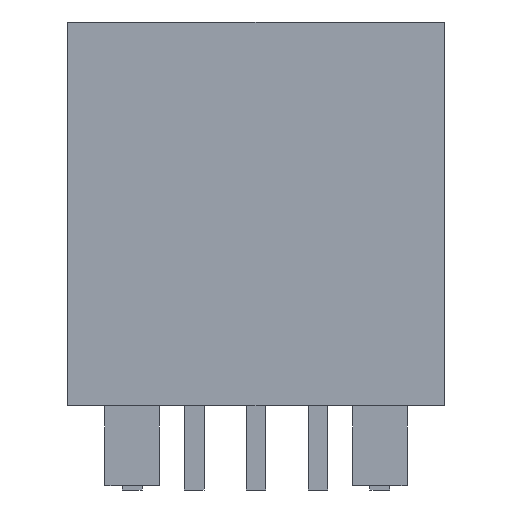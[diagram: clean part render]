
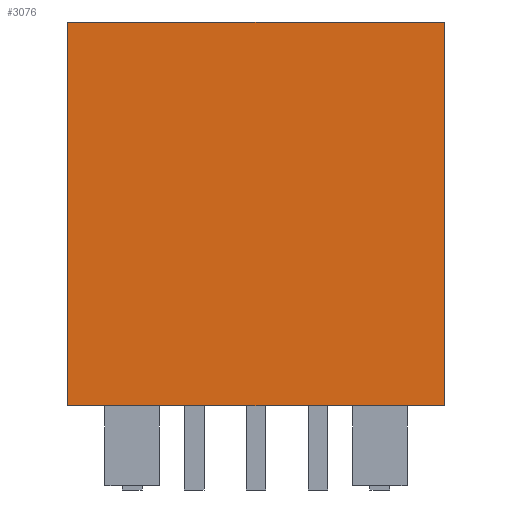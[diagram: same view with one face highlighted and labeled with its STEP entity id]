
A CAD part, front view. The second image highlights one B-rep face of the part: STEP entity #3076.
In plain terms, the highlighted planar face has unit normal (0, -1, 0).
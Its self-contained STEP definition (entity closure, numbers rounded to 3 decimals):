
#126 = PLANE('',#127);
#127 = AXIS2_PLACEMENT_3D('',#128,#129,#130);
#128 = CARTESIAN_POINT('',(12.6,1.28,0.));
#129 = DIRECTION('',(0.,0.,1.));
#130 = DIRECTION('',(-1.,0.,0.));
#826 = VERTEX_POINT('',#827);
#827 = CARTESIAN_POINT('',(-2.6,-5.92,0.));
#843 = PLANE('',#844);
#844 = AXIS2_PLACEMENT_3D('',#845,#846,#847);
#845 = CARTESIAN_POINT('',(-2.6,-5.92,0.));
#846 = DIRECTION('',(-1.,0.,0.));
#847 = DIRECTION('',(0.,0.,-1.));
#884 = VERTEX_POINT('',#885);
#885 = CARTESIAN_POINT('',(12.6,-5.92,0.));
#899 = PLANE('',#900);
#900 = AXIS2_PLACEMENT_3D('',#901,#902,#903);
#901 = CARTESIAN_POINT('',(12.6,-5.92,0.));
#902 = DIRECTION('',(-1.,0.,0.));
#903 = DIRECTION('',(0.,0.,-1.));
#911 = EDGE_CURVE('',#884,#826,#912,.T.);
#912 = SURFACE_CURVE('',#913,(#917,#924),.PCURVE_S1.);
#913 = LINE('',#914,#915);
#914 = CARTESIAN_POINT('',(12.6,-5.92,0.));
#915 = VECTOR('',#916,1.);
#916 = DIRECTION('',(-1.,0.,0.));
#917 = PCURVE('',#126,#918);
#918 = DEFINITIONAL_REPRESENTATION('',(#919),#923);
#919 = LINE('',#920,#921);
#920 = CARTESIAN_POINT('',(0.,7.2));
#921 = VECTOR('',#922,1.);
#922 = DIRECTION('',(1.,0.));
#923 = ( GEOMETRIC_REPRESENTATION_CONTEXT(2) 
PARAMETRIC_REPRESENTATION_CONTEXT() REPRESENTATION_CONTEXT('2D SPACE',''
  ) );
#924 = PCURVE('',#925,#930);
#925 = PLANE('',#926);
#926 = AXIS2_PLACEMENT_3D('',#927,#928,#929);
#927 = CARTESIAN_POINT('',(12.6,-5.92,0.));
#928 = DIRECTION('',(0.,1.,0.));
#929 = DIRECTION('',(0.,0.,1.));
#930 = DEFINITIONAL_REPRESENTATION('',(#931),#935);
#931 = LINE('',#932,#933);
#932 = CARTESIAN_POINT('',(0.,0.));
#933 = VECTOR('',#934,1.);
#934 = DIRECTION('',(0.,-1.));
#935 = ( GEOMETRIC_REPRESENTATION_CONTEXT(2) 
PARAMETRIC_REPRESENTATION_CONTEXT() REPRESENTATION_CONTEXT('2D SPACE',''
  ) );
#2642 = VERTEX_POINT('',#2643);
#2643 = CARTESIAN_POINT('',(12.6,-5.92,15.5));
#2657 = PLANE('',#2658);
#2658 = AXIS2_PLACEMENT_3D('',#2659,#2660,#2661);
#2659 = CARTESIAN_POINT('',(12.6,-5.92,15.5));
#2660 = DIRECTION('',(0.,0.,-1.));
#2661 = DIRECTION('',(1.,0.,0.));
#2669 = EDGE_CURVE('',#2642,#884,#2670,.T.);
#2670 = SURFACE_CURVE('',#2671,(#2675,#2682),.PCURVE_S1.);
#2671 = LINE('',#2672,#2673);
#2672 = CARTESIAN_POINT('',(12.6,-5.92,0.));
#2673 = VECTOR('',#2674,1.);
#2674 = DIRECTION('',(0.,0.,-1.));
#2675 = PCURVE('',#899,#2676);
#2676 = DEFINITIONAL_REPRESENTATION('',(#2677),#2681);
#2677 = LINE('',#2678,#2679);
#2678 = CARTESIAN_POINT('',(0.,0.));
#2679 = VECTOR('',#2680,1.);
#2680 = DIRECTION('',(1.,0.));
#2681 = ( GEOMETRIC_REPRESENTATION_CONTEXT(2) 
PARAMETRIC_REPRESENTATION_CONTEXT() REPRESENTATION_CONTEXT('2D SPACE',''
  ) );
#2682 = PCURVE('',#925,#2683);
#2683 = DEFINITIONAL_REPRESENTATION('',(#2684),#2688);
#2684 = LINE('',#2685,#2686);
#2685 = CARTESIAN_POINT('',(0.,0.));
#2686 = VECTOR('',#2687,1.);
#2687 = DIRECTION('',(-1.,0.));
#2688 = ( GEOMETRIC_REPRESENTATION_CONTEXT(2) 
PARAMETRIC_REPRESENTATION_CONTEXT() REPRESENTATION_CONTEXT('2D SPACE',''
  ) );
#2788 = EDGE_CURVE('',#2789,#826,#2791,.T.);
#2789 = VERTEX_POINT('',#2790);
#2790 = CARTESIAN_POINT('',(-2.6,-5.92,15.5));
#2791 = SURFACE_CURVE('',#2792,(#2796,#2803),.PCURVE_S1.);
#2792 = LINE('',#2793,#2794);
#2793 = CARTESIAN_POINT('',(-2.6,-5.92,0.));
#2794 = VECTOR('',#2795,1.);
#2795 = DIRECTION('',(0.,0.,-1.));
#2796 = PCURVE('',#843,#2797);
#2797 = DEFINITIONAL_REPRESENTATION('',(#2798),#2802);
#2798 = LINE('',#2799,#2800);
#2799 = CARTESIAN_POINT('',(0.,0.));
#2800 = VECTOR('',#2801,1.);
#2801 = DIRECTION('',(1.,0.));
#2802 = ( GEOMETRIC_REPRESENTATION_CONTEXT(2) 
PARAMETRIC_REPRESENTATION_CONTEXT() REPRESENTATION_CONTEXT('2D SPACE',''
  ) );
#2803 = PCURVE('',#925,#2804);
#2804 = DEFINITIONAL_REPRESENTATION('',(#2805),#2809);
#2805 = LINE('',#2806,#2807);
#2806 = CARTESIAN_POINT('',(0.,-15.2));
#2807 = VECTOR('',#2808,1.);
#2808 = DIRECTION('',(-1.,0.));
#2809 = ( GEOMETRIC_REPRESENTATION_CONTEXT(2) 
PARAMETRIC_REPRESENTATION_CONTEXT() REPRESENTATION_CONTEXT('2D SPACE',''
  ) );
#3076 = ADVANCED_FACE('',(#3077),#925,.F.);
#3077 = FACE_BOUND('',#3078,.T.);
#3078 = EDGE_LOOP('',(#3079,#3080,#3081,#3082));
#3079 = ORIENTED_EDGE('',*,*,#2788,.T.);
#3080 = ORIENTED_EDGE('',*,*,#911,.F.);
#3081 = ORIENTED_EDGE('',*,*,#2669,.F.);
#3082 = ORIENTED_EDGE('',*,*,#3083,.T.);
#3083 = EDGE_CURVE('',#2642,#2789,#3084,.T.);
#3084 = SURFACE_CURVE('',#3085,(#3089,#3096),.PCURVE_S1.);
#3085 = LINE('',#3086,#3087);
#3086 = CARTESIAN_POINT('',(12.6,-5.92,15.5));
#3087 = VECTOR('',#3088,1.);
#3088 = DIRECTION('',(-1.,0.,0.));
#3089 = PCURVE('',#925,#3090);
#3090 = DEFINITIONAL_REPRESENTATION('',(#3091),#3095);
#3091 = LINE('',#3092,#3093);
#3092 = CARTESIAN_POINT('',(15.5,0.));
#3093 = VECTOR('',#3094,1.);
#3094 = DIRECTION('',(0.,-1.));
#3095 = ( GEOMETRIC_REPRESENTATION_CONTEXT(2) 
PARAMETRIC_REPRESENTATION_CONTEXT() REPRESENTATION_CONTEXT('2D SPACE',''
  ) );
#3096 = PCURVE('',#2657,#3097);
#3097 = DEFINITIONAL_REPRESENTATION('',(#3098),#3102);
#3098 = LINE('',#3099,#3100);
#3099 = CARTESIAN_POINT('',(0.,0.));
#3100 = VECTOR('',#3101,1.);
#3101 = DIRECTION('',(-1.,0.));
#3102 = ( GEOMETRIC_REPRESENTATION_CONTEXT(2) 
PARAMETRIC_REPRESENTATION_CONTEXT() REPRESENTATION_CONTEXT('2D SPACE',''
  ) );
